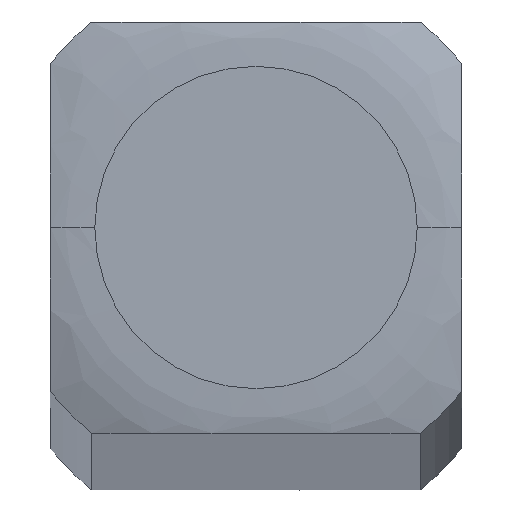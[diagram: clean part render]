
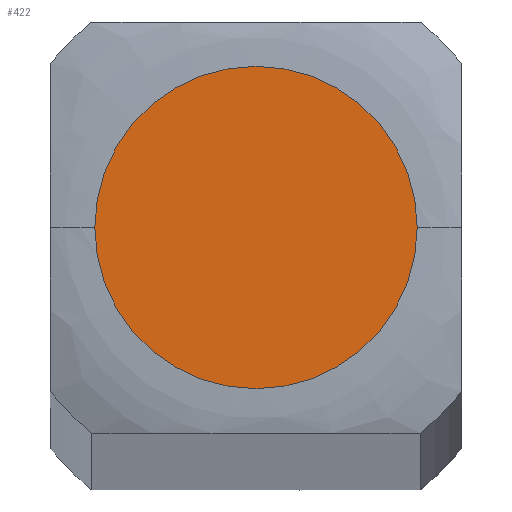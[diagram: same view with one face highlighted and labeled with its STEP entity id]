
A CAD part, top view. The second image highlights one B-rep face of the part: STEP entity #422.
In plain terms, the highlighted planar face has unit normal (0, 0, 1).
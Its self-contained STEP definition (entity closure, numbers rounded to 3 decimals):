
#236 = FACE_OUTER_BOUND ( 'NONE', #310, .T. ) ;
#248 = AXIS2_PLACEMENT_3D ( 'NONE', #480, #476, #474 ) ;
#249 = CIRCLE ( 'NONE', #250, 1.245 ) ;
#250 = AXIS2_PLACEMENT_3D ( 'NONE', #458, #457, #454 ) ;
#251 = CIRCLE ( 'NONE', #278, 1.245 ) ;
#278 = AXIS2_PLACEMENT_3D ( 'NONE', #552, #551, #546 ) ;
#310 = EDGE_LOOP ( 'NONE', ( #372, #345 ) ) ;
#322 = EDGE_CURVE ( 'NONE', #468, #388, #251, .T. ) ;
#345 = ORIENTED_EDGE ( 'NONE', *, *, #465, .T. ) ;
#372 = ORIENTED_EDGE ( 'NONE', *, *, #322, .T. ) ;
#388 = VERTEX_POINT ( 'NONE', #516 ) ;
#422 = ADVANCED_FACE ( 'NONE', ( #236 ), #504, .F. ) ;
#454 = DIRECTION ( 'NONE',  ( 1., 0., 0. ) ) ;
#457 = DIRECTION ( 'NONE',  ( 0., 0., 1. ) ) ;
#458 = CARTESIAN_POINT ( 'NONE',  ( 0., 0., 126.111 ) ) ;
#465 = EDGE_CURVE ( 'NONE', #388, #468, #249, .T. ) ;
#468 = VERTEX_POINT ( 'NONE', #469 ) ;
#469 = CARTESIAN_POINT ( 'NONE',  ( 1.245, 0., 126.111 ) ) ;
#474 = DIRECTION ( 'NONE',  ( -1., 0., 0. ) ) ;
#476 = DIRECTION ( 'NONE',  ( 0., 0., -1. ) ) ;
#480 = CARTESIAN_POINT ( 'NONE',  ( -1.588, 1.588, 126.111 ) ) ;
#504 = PLANE ( 'NONE',  #248 ) ;
#516 = CARTESIAN_POINT ( 'NONE',  ( -1.245, 0., 126.111 ) ) ;
#546 = DIRECTION ( 'NONE',  ( 1., 0., 0. ) ) ;
#551 = DIRECTION ( 'NONE',  ( 0., 0., 1. ) ) ;
#552 = CARTESIAN_POINT ( 'NONE',  ( 0., 0., 126.111 ) ) ;
